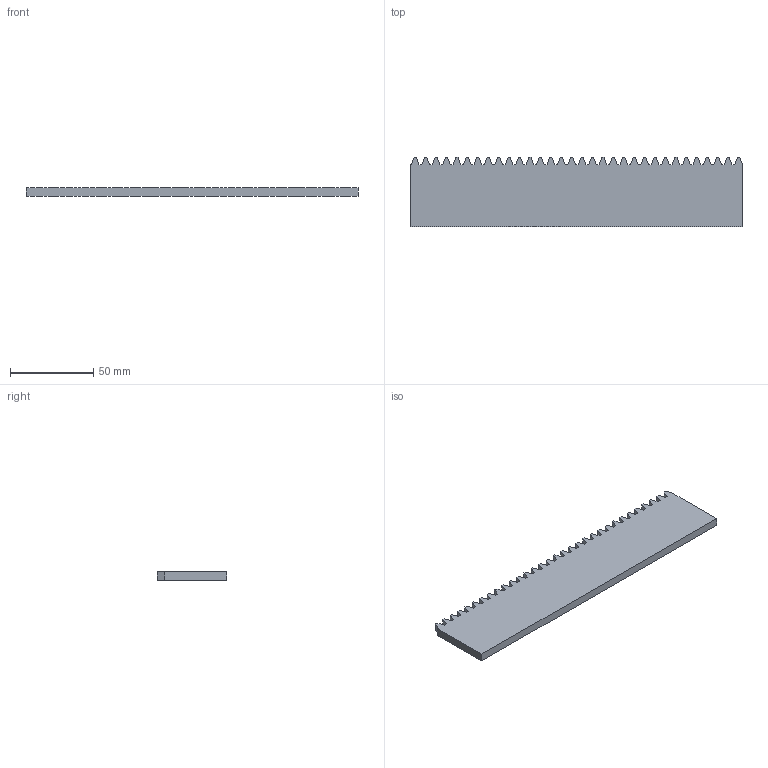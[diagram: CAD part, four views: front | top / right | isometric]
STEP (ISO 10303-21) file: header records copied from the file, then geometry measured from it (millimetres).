
FILE_DESCRIPTION (( 'STEP AP203' ), '1' );
FILE_NAME ('2022robocon_副砲2_射出ユニットラック1SLDPRT.STEP', '2022-09-01T01:08:13', ( '' ), ( '' ), 'SwSTEP 2.0', 'SolidWorks 2021', '' );
FILE_SCHEMA (( 'CONFIG_CONTROL_DESIGN' ));
Length unit declared in the file: millimetre
Products named in the file (1): 2022robocon_副砲2_射出ユニットラック1SLDPRT
Bounding box: 200 x 42 x 5 mm (x, y, z)
Volume: 39603.3 mm3; surface area: 19225.4 mm2
Topology: 1 solids, 1 shells, 133 faces, 393 edges, 262 vertices
Faces by surface type: plane 133
Entity records: 4424 total; most frequent: CARTESIAN_POINT 789, ORIENTED_EDGE 786, DIRECTION 661, LINE 393, EDGE_CURVE 393, VECTOR 393, VERTEX_POINT 262, AXIS2_PLACEMENT_3D 134
